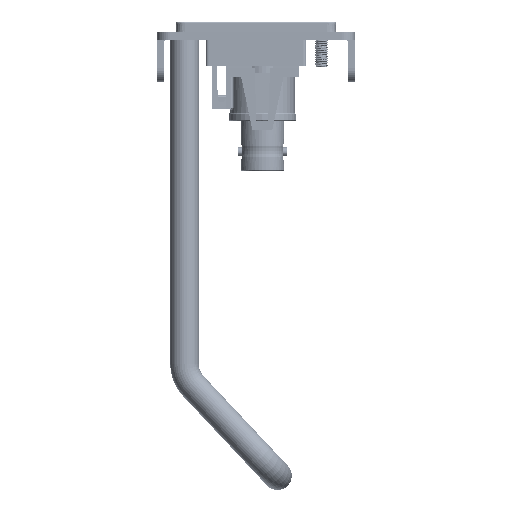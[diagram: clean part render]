
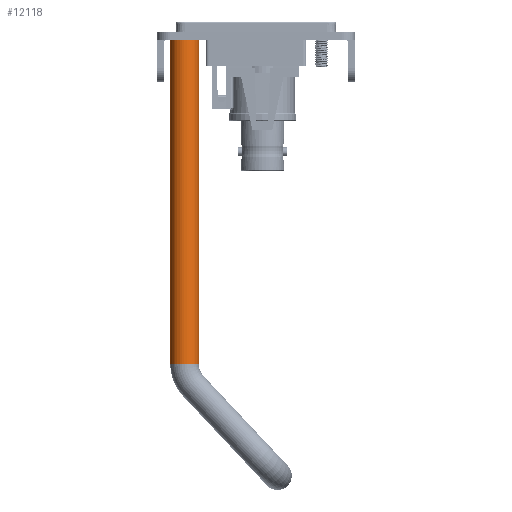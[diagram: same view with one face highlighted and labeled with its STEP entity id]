
A CAD part, left-side view. The second image highlights one B-rep face of the part: STEP entity #12118.
In plain terms, the highlighted cylindrical face has radius 3.175 mm (diameter 6.35 mm), a full revolution.
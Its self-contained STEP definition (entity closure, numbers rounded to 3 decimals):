
#1041=CYLINDRICAL_SURFACE('',#12927,3.175);
#1800=FACE_OUTER_BOUND('',#2519,.T.);
#2519=EDGE_LOOP('',(#9361,#9362,#9363,#9364,#9365));
#3355=LINE('',#18027,#4414);
#4414=VECTOR('',#14699,3.175);
#5231=CIRCLE('',#12928,3.175);
#5232=CIRCLE('',#12929,3.175);
#5233=CIRCLE('',#12930,3.175);
#5847=VERTEX_POINT('',#18024);
#5848=VERTEX_POINT('',#18026);
#5849=VERTEX_POINT('',#18028);
#7148=EDGE_CURVE('',#5847,#5847,#5231,.T.);
#7149=EDGE_CURVE('',#5847,#5848,#3355,.T.);
#7150=EDGE_CURVE('',#5848,#5849,#5232,.T.);
#7151=EDGE_CURVE('',#5849,#5848,#5233,.T.);
#9361=ORIENTED_EDGE('',*,*,#7148,.F.);
#9362=ORIENTED_EDGE('',*,*,#7149,.T.);
#9363=ORIENTED_EDGE('',*,*,#7150,.T.);
#9364=ORIENTED_EDGE('',*,*,#7151,.T.);
#9365=ORIENTED_EDGE('',*,*,#7149,.F.);
#12118=ADVANCED_FACE('',(#1800),#1041,.T.);
#12927=AXIS2_PLACEMENT_3D('',#18023,#14695,#14696);
#12928=AXIS2_PLACEMENT_3D('',#18025,#14697,#14698);
#12929=AXIS2_PLACEMENT_3D('',#18029,#14700,#14701);
#12930=AXIS2_PLACEMENT_3D('',#18030,#14702,#14703);
#14695=DIRECTION('center_axis',(0.,0.,
-1.));
#14696=DIRECTION('ref_axis',(1.,0.,0.));
#14697=DIRECTION('center_axis',(0.,0.,
-1.));
#14698=DIRECTION('ref_axis',(1.,0.,0.));
#14699=DIRECTION('',(0.,0.,1.));
#14700=DIRECTION('center_axis',(0.,0.,
-1.));
#14701=DIRECTION('ref_axis',(1.,0.,0.));
#14702=DIRECTION('center_axis',(0.,0.,
-1.));
#14703=DIRECTION('ref_axis',(1.,0.,0.));
#18023=CARTESIAN_POINT('Origin',(-423.,0.,72.));
#18024=CARTESIAN_POINT('',(-426.175,0.,0.));
#18025=CARTESIAN_POINT('Origin',(-423.,0.,0.));
#18026=CARTESIAN_POINT('',(-426.175,0.,72.));
#18027=CARTESIAN_POINT('',(-426.175,0.,72.));
#18028=CARTESIAN_POINT('',(-423.,3.175,72.));
#18029=CARTESIAN_POINT('Origin',(-423.,0.,72.));
#18030=CARTESIAN_POINT('Origin',(-423.,0.,72.));
